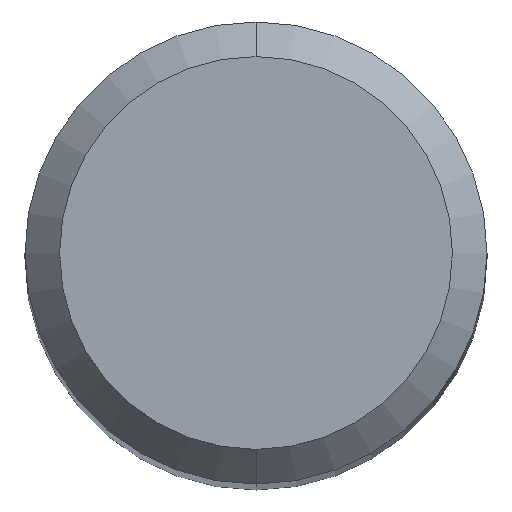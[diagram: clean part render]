
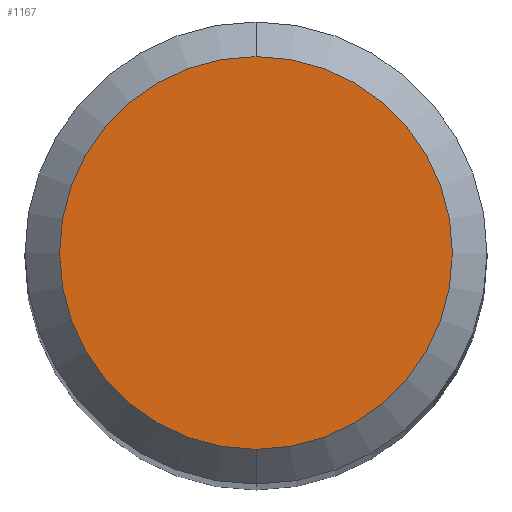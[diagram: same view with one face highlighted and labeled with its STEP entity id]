
A CAD part, top view. The second image highlights one B-rep face of the part: STEP entity #1167.
In plain terms, the highlighted planar face has unit normal (0, 0, 1).
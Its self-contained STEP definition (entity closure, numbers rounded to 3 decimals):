
#641=EDGE_CURVE('',#991,#1133,#1482,.T.);
#991=VERTEX_POINT('',#1869);
#1063=EDGE_CURVE('',#1133,#991,#1947,.T.);
#1133=VERTEX_POINT('',#2020);
#1167=ADVANCED_FACE('',(#2056),#2057,.T.);
#1482=CIRCLE('',#2905,1.7);
#1869=CARTESIAN_POINT('',(0.0,1.7,0.0));
#1947=CIRCLE('',#4899,1.7);
#2020=CARTESIAN_POINT('',(0.,-1.7,0.0));
#2056=FACE_OUTER_BOUND('',#5385,.T.);
#2057=PLANE('',#5386);
#2905=AXIS2_PLACEMENT_3D('',#6059,#6060,#6061);
#4899=AXIS2_PLACEMENT_3D('',#6618,#6619,#6620);
#5385=EDGE_LOOP('',(#6716,#6717));
#5386=AXIS2_PLACEMENT_3D('',#6718,#6719,#6720);
#6059=CARTESIAN_POINT('',(0.0,0.0,0.0));
#6060=DIRECTION('',(0.0,0.0,-1.0));
#6061=DIRECTION('',(0.0,1.0,0.0));
#6618=CARTESIAN_POINT('',(0.0,0.0,0.0));
#6619=DIRECTION('',(0.0,0.0,-1.0));
#6620=DIRECTION('',(0.0,1.0,0.0));
#6716=ORIENTED_EDGE('',*,*,#641,.F.);
#6717=ORIENTED_EDGE('',*,*,#1063,.F.);
#6718=CARTESIAN_POINT('',(0.0,0.85,0.0));
#6719=DIRECTION('',(-0.0,0.0,1.0));
#6720=DIRECTION('',(0.0,-1.0,0.0));
